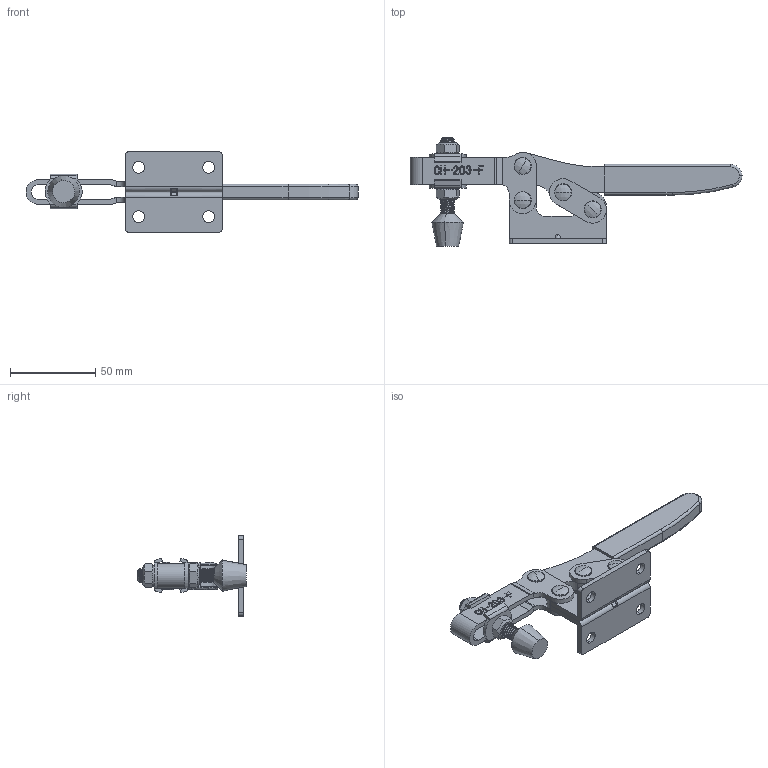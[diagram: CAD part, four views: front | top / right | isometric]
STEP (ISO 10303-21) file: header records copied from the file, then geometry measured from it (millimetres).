
FILE_DESCRIPTION (( 'STEP AP203' ), '1' );
FILE_NAME ('CH-203-F.STEP', '2011-05-16T09:19:35', ( '微软用户' ), ( '微软中国' ), 'SwSTEP 2.0', 'SolidWorks 2010', '' );
FILE_SCHEMA (( 'CONFIG_CONTROL_DESIGN' ));
Length unit declared in the file: millimetre
Products named in the file (10): 203-F-03; 203-F-04; 225-D-06; 56212-02; CH-203-F; 203-F-01; FW516; 56212; 203-F-03-02; 203-F-02
Assembly tree (15 placements, depth 2):
  CH-203-F
    225-D-06  x4
    203-F-02
    203-F-04  x2
    56212-02  x2
    203-F-03
    FW516  x2
    203-F-01
    203-F-03-02
    56212
Bounding box: 194.49 x 63.5 x 47 mm (x, y, z)
Volume: 53185.3 mm3; surface area: 43433.8 mm2
Topology: 16 solids, 16 shells, 769 faces, 2038 edges, 1332 vertices
Faces by surface type: plane 277, cylinder 233, bspline 174, cone 39, torus 38, sphere 8
Entity records: 39552 total; most frequent: CARTESIAN_POINT 23620, ORIENTED_EDGE 3486, DIRECTION 2404, EDGE_CURVE 1743, VERTEX_POINT 1152, VECTOR 920, LINE 920, AXIS2_PLACEMENT_3D 742
